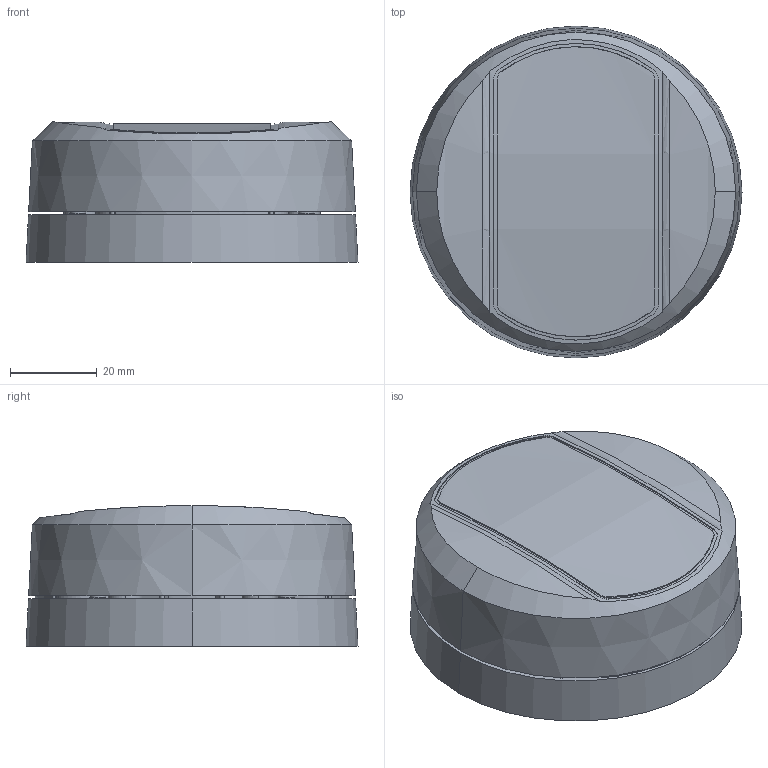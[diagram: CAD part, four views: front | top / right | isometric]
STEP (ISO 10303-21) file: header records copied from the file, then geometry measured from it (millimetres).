
FILE_DESCRIPTION((''),'2;1');
FILE_NAME('303013-ASSEMBLY_ASM','2018-04-24T',('MBoyer'),(''),'PRO/ENGINEER BY PARAMETRIC TECHNOLOGY CORPORATION, 2010280','PRO/ENGINEER BY PARAMETRIC TECHNOLOGY CORPORATION, 2010280','');
FILE_SCHEMA(('AUTOMOTIVE_DESIGN_CC2 { 1 2 10303 214 -1 1 5 2 }'));
Length unit declared in the file: inch
Products named in the file (4): 303013-COVER; 303013-BASE; PEM-INSERT_6-32; 303013-ASSEMBLY_ASM
Assembly tree (6 placements, depth 2):
  303013-ASSEMBLY_ASM
    303013-COVER
    303013-BASE
    PEM-INSERT_6-32  x4
Bounding box: 76.45 x 76.45 x 32.38 mm (x, y, z)
Volume: 44167.4 mm3; surface area: 44545.7 mm2
Topology: 6 solids, 6 shells, 688 faces, 1746 edges, 1098 vertices
Faces by surface type: cone 222, plane 164, cylinder 126, torus 124, bspline 48, extrusion 4
Entity records: 41108 total; most frequent: CARTESIAN_POINT 20869, ORIENTED_EDGE 3300, DIRECTION 3124, PRESENTATION_STYLE_ASSIGNMENT 1654, STYLED_ITEM 1653, CURVE_STYLE 1650, EDGE_CURVE 1650, AXIS2_PLACEMENT_3D 1349
